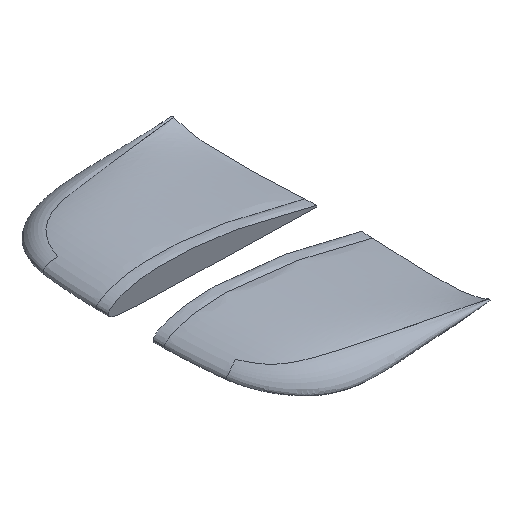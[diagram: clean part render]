
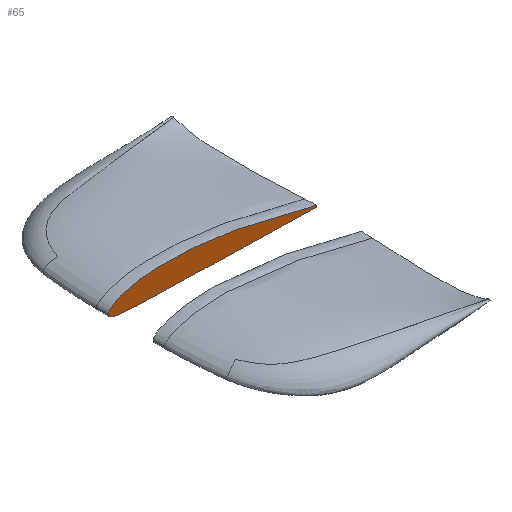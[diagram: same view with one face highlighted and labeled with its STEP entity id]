
A CAD part, isometric view. The second image highlights one B-rep face of the part: STEP entity #65.
In plain terms, the highlighted planar face has unit normal (0, -1, 0).
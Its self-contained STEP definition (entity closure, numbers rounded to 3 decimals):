
#65=ADVANCED_FACE('',(#77),#71,.T.);
#71=PLANE('',#198);
#77=FACE_OUTER_BOUND('',#87,.T.);
#87=EDGE_LOOP('',(#114,#115));
#114=ORIENTED_EDGE('',*,*,#163,.F.);
#115=ORIENTED_EDGE('',*,*,#164,.F.);
#144=VERTEX_POINT('',#14541);
#145=VERTEX_POINT('',#14542);
#163=EDGE_CURVE('',#144,#145,#185,.T.);
#164=EDGE_CURVE('',#145,#144,#186,.T.);
#185=B_SPLINE_CURVE_WITH_KNOTS('',3,(#14537,#14538,#14539,#14540),
 .UNSPECIFIED.,.F.,.F.,(4,4),(0.,1.),.UNSPECIFIED.);
#186=B_SPLINE_CURVE_WITH_KNOTS('',3,(#14543,#14544,#14545,#14546,#14547,
#14548,#14549,#14550,#14551,#14552,#14553,#14554,#14555,#14556,#14557,#14558,
#14559,#14560,#14561,#14562,#14563,#14564,#14565,#14566,#14567,#14568,#14569,
#14570,#14571,#14572,#14573,#14574,#14575,#14576,#14577,#14578,#14579,#14580,
#14581,#14582,#14583,#14584,#14585,#14586),.UNSPECIFIED.,.F.,.F.,(4,2,2,
2,2,2,2,2,2,2,2,2,2,2,2,2,2,2,2,2,2,4),(0.,0.063,0.125,0.25,0.313,0.375,
0.438,0.469,0.477,0.484,0.488,0.492,0.5,0.508,0.516,
0.531,0.563,0.625,0.75,0.875,0.938,1.),.UNSPECIFIED.);
#198=AXIS2_PLACEMENT_3D('',#14587,#203,#204);
#203=DIRECTION('',(0.,-1.,0.));
#204=DIRECTION('',(0.,0.,1.));
#14537=CARTESIAN_POINT('',(231.494,-890.333,7.196));
#14538=CARTESIAN_POINT('',(231.464,-890.333,6.594));
#14539=CARTESIAN_POINT('',(231.434,-890.333,5.993));
#14540=CARTESIAN_POINT('',(231.403,-890.333,5.391));
#14541=CARTESIAN_POINT('',(231.494,-890.333,7.196));
#14542=CARTESIAN_POINT('',(231.403,-890.333,5.391));
#14543=CARTESIAN_POINT('',(231.403,-890.333,5.391));
#14544=CARTESIAN_POINT('',(221.498,-890.333,5.711));
#14545=CARTESIAN_POINT('',(211.596,-890.333,6.144));
#14546=CARTESIAN_POINT('',(191.788,-890.333,6.892));
#14547=CARTESIAN_POINT('',(181.883,-890.333,7.225));
#14548=CARTESIAN_POINT('',(152.165,-890.333,8.122));
#14549=CARTESIAN_POINT('',(132.348,-890.333,8.563));
#14550=CARTESIAN_POINT('',(102.621,-890.333,9.126));
#14551=CARTESIAN_POINT('',(92.712,-890.333,9.321));
#14552=CARTESIAN_POINT('',(72.893,-890.333,9.613));
#14553=CARTESIAN_POINT('',(62.982,-890.333,9.662));
#14554=CARTESIAN_POINT('',(43.161,-890.333,9.841));
#14555=CARTESIAN_POINT('',(33.245,-890.333,9.937));
#14556=CARTESIAN_POINT('',(18.417,-890.333,10.931));
#14557=CARTESIAN_POINT('',(13.453,-890.333,11.319));
#14558=CARTESIAN_POINT('',(7.418,-890.333,12.659));
#14559=CARTESIAN_POINT('',(6.217,-890.333,12.978));
#14560=CARTESIAN_POINT('',(3.867,-890.333,13.815));
#14561=CARTESIAN_POINT('',(2.703,-890.333,14.326));
#14562=CARTESIAN_POINT('',(1.239,-890.333,15.457));
#14563=CARTESIAN_POINT('',(0.8,-890.333,15.93));
#14564=CARTESIAN_POINT('',(0.202,-890.333,17.037));
#14565=CARTESIAN_POINT('',(0.093,-890.333,17.689));
#14566=CARTESIAN_POINT('',(0.359,-890.333,19.558));
#14567=CARTESIAN_POINT('',(1.138,-890.333,20.641));
#14568=CARTESIAN_POINT('',(2.828,-890.333,22.472));
#14569=CARTESIAN_POINT('',(3.821,-890.333,23.259));
#14570=CARTESIAN_POINT('',(5.859,-890.333,24.669));
#14571=CARTESIAN_POINT('',(6.931,-890.333,25.283));
#14572=CARTESIAN_POINT('',(10.225,-890.333,26.988));
#14573=CARTESIAN_POINT('',(12.546,-890.333,27.922));
#14574=CARTESIAN_POINT('',(19.522,-890.333,30.419));
#14575=CARTESIAN_POINT('',(24.265,-890.333,31.693));
#14576=CARTESIAN_POINT('',(38.67,-890.333,34.757));
#14577=CARTESIAN_POINT('',(48.593,-890.333,35.638));
#14578=CARTESIAN_POINT('',(77.982,-890.333,36.486));
#14579=CARTESIAN_POINT('',(97.416,-890.333,34.808));
#14580=CARTESIAN_POINT('',(136.162,-890.333,29.719));
#14581=CARTESIAN_POINT('',(155.488,-890.333,26.154));
#14582=CARTESIAN_POINT('',(184.176,-890.333,19.82));
#14583=CARTESIAN_POINT('',(193.697,-890.333,17.533));
#14584=CARTESIAN_POINT('',(212.663,-890.333,12.645));
#14585=CARTESIAN_POINT('',(222.116,-890.333,10.078));
#14586=CARTESIAN_POINT('',(231.494,-890.333,7.196));
#14587=CARTESIAN_POINT('',(222.539,-890.333,20.006));
